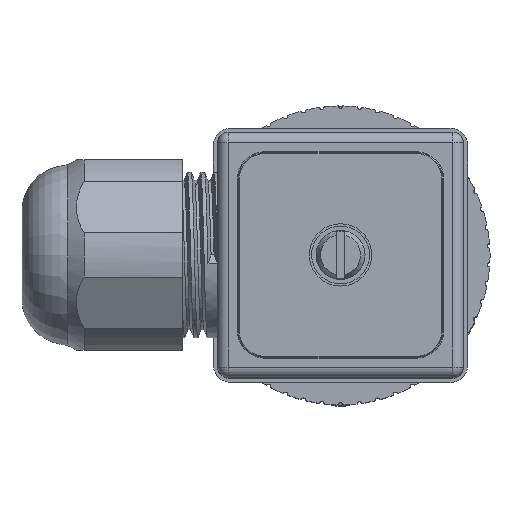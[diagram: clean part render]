
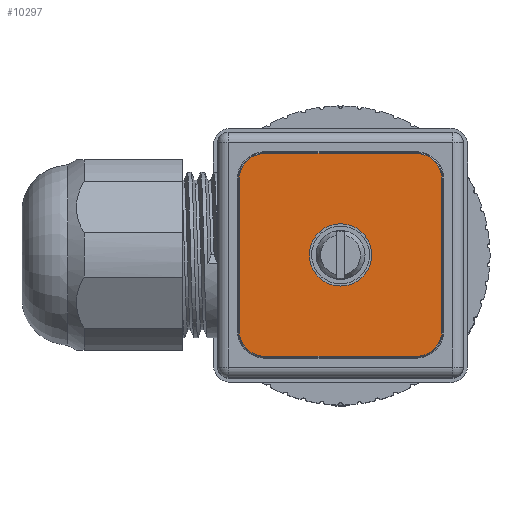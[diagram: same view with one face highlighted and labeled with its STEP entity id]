
A CAD part, top view. The second image highlights one B-rep face of the part: STEP entity #10297.
In plain terms, the highlighted planar face has unit normal (0, 0, 1).
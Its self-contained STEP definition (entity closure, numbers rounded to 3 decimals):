
#10297=ADVANCED_FACE('',(#28267,#28269),#28271,.T.);
#28267=FACE_BOUND('',#28268,.T.);
#28268=EDGE_LOOP('',(#35072,#35073,#35074,#35075,#35076,#35077,#35078,#35079));
#28269=FACE_BOUND('',#28270,.T.);
#28270=EDGE_LOOP('',(#35080));
#28271=PLANE('',#28272);
#28272=AXIS2_PLACEMENT_3D('',#28273,#28274,#28275);
#28273=CARTESIAN_POINT('',(0.,0.,31.));
#28274=DIRECTION('',(0.,0.,1.));
#28275=DIRECTION('',(1.,0.,0.));
#35072=ORIENTED_EDGE('',*,*,#38317,.T.);
#35073=ORIENTED_EDGE('',*,*,#38331,.F.);
#35074=ORIENTED_EDGE('',*,*,#38329,.T.);
#35075=ORIENTED_EDGE('',*,*,#38327,.F.);
#35076=ORIENTED_EDGE('',*,*,#38325,.T.);
#35077=ORIENTED_EDGE('',*,*,#38323,.F.);
#35078=ORIENTED_EDGE('',*,*,#38321,.T.);
#35079=ORIENTED_EDGE('',*,*,#38319,.F.);
#35080=ORIENTED_EDGE('',*,*,#38332,.T.);
#38317=EDGE_CURVE('',#43576,#43574,#43577,.T.);
#38319=EDGE_CURVE('',#43576,#43579,#43580,.F.);
#38321=EDGE_CURVE('',#43582,#43579,#43583,.T.);
#38323=EDGE_CURVE('',#43582,#43585,#43586,.F.);
#38325=EDGE_CURVE('',#43588,#43585,#43589,.T.);
#38327=EDGE_CURVE('',#43588,#43591,#43592,.F.);
#38329=EDGE_CURVE('',#43594,#43591,#43595,.T.);
#38331=EDGE_CURVE('',#43594,#43574,#43597,.F.);
#38332=EDGE_CURVE('',#43598,#43598,#43599,.F.);
#43574=VERTEX_POINT('',#66858);
#43576=VERTEX_POINT('',#66863);
#43577=LINE('',#66864,#66865);
#43579=VERTEX_POINT('',#66871);
#43580=CIRCLE('',#66872,2.9);
#43582=VERTEX_POINT('',#66880);
#43583=LINE('',#66881,#66882);
#43585=VERTEX_POINT('',#66888);
#43586=CIRCLE('',#66889,2.9);
#43588=VERTEX_POINT('',#66897);
#43589=LINE('',#66898,#66899);
#43591=VERTEX_POINT('',#66905);
#43592=CIRCLE('',#66906,2.9);
#43594=VERTEX_POINT('',#66914);
#43595=LINE('',#66915,#66916);
#43597=CIRCLE('',#66922,2.9);
#43598=VERTEX_POINT('',#66926);
#43599=CIRCLE('',#66927,3.5);
#66858=CARTESIAN_POINT('',(8.5,-11.4,31.));
#66863=CARTESIAN_POINT('',(-8.5,-11.4,31.));
#66864=CARTESIAN_POINT('',(-8.5,-11.4,31.));
#66865=VECTOR('',#66866,1.);
#66866=DIRECTION('',(1.,0.,0.));
#66871=CARTESIAN_POINT('',(-11.4,-8.5,31.));
#66872=AXIS2_PLACEMENT_3D('',#66873,#66874,#66875);
#66873=CARTESIAN_POINT('',(-8.5,-8.5,31.));
#66874=DIRECTION('',(0.,0.,1.));
#66875=DIRECTION('',(-1.,0.,0.));
#66880=CARTESIAN_POINT('',(-11.4,8.5,31.));
#66881=CARTESIAN_POINT('',(-11.4,8.5,31.));
#66882=VECTOR('',#66883,1.);
#66883=DIRECTION('',(0.,-1.,0.));
#66888=CARTESIAN_POINT('',(-8.5,11.4,31.));
#66889=AXIS2_PLACEMENT_3D('',#66890,#66891,#66892);
#66890=CARTESIAN_POINT('',(-8.5,8.5,31.));
#66891=DIRECTION('',(0.,0.,1.));
#66892=DIRECTION('',(0.,1.,0.));
#66897=CARTESIAN_POINT('',(8.5,11.4,31.));
#66898=CARTESIAN_POINT('',(8.5,11.4,31.));
#66899=VECTOR('',#66900,1.);
#66900=DIRECTION('',(-1.,0.,0.));
#66905=CARTESIAN_POINT('',(11.4,8.5,31.));
#66906=AXIS2_PLACEMENT_3D('',#66907,#66908,#66909);
#66907=CARTESIAN_POINT('',(8.5,8.5,31.));
#66908=DIRECTION('',(0.,0.,1.));
#66909=DIRECTION('',(1.,0.,0.));
#66914=CARTESIAN_POINT('',(11.4,-8.5,31.));
#66915=CARTESIAN_POINT('',(11.4,-8.5,31.));
#66916=VECTOR('',#66917,1.);
#66917=DIRECTION('',(0.,1.,0.));
#66922=AXIS2_PLACEMENT_3D('',#66923,#66924,#66925);
#66923=CARTESIAN_POINT('',(8.5,-8.5,31.));
#66924=DIRECTION('',(0.,0.,1.));
#66925=DIRECTION('',(0.,-1.,0.));
#66926=CARTESIAN_POINT('',(3.5,0.,31.));
#66927=AXIS2_PLACEMENT_3D('',#66928,#66929,#66930);
#66928=CARTESIAN_POINT('',(0.,0.,31.));
#66929=DIRECTION('',(0.,0.,1.));
#66930=DIRECTION('',(1.,0.,0.));
